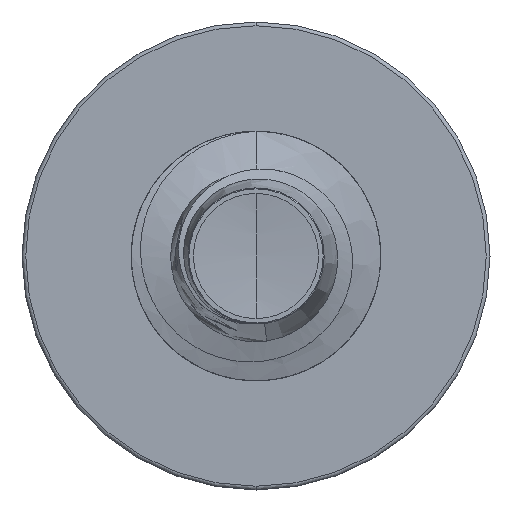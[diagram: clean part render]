
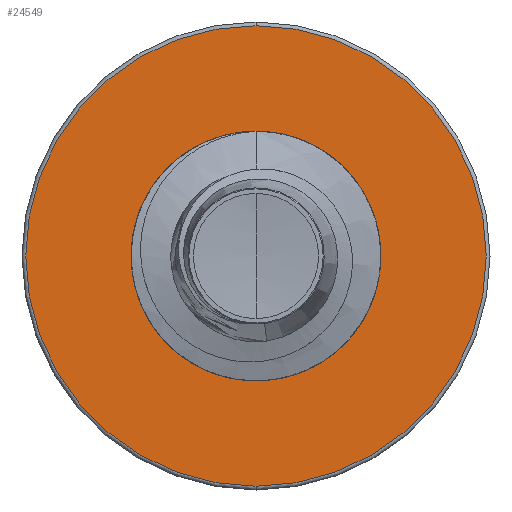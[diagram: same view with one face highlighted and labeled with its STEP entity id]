
A CAD part, front view. The second image highlights one B-rep face of the part: STEP entity #24549.
In plain terms, the highlighted planar face has unit normal (0, -1, 0).
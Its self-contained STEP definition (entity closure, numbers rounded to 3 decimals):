
#67 = CARTESIAN_POINT ( 'NONE',  ( 0., 17.5, 1.989 ) ) ;
#1050 = EDGE_LOOP ( 'NONE', ( #19006, #20266 ) ) ;
#1360 = CARTESIAN_POINT ( 'NONE',  ( 0., 17.5, 0. ) ) ;
#2287 = CARTESIAN_POINT ( 'NONE',  ( 0., 17.5, 0. ) ) ;
#3081 = CARTESIAN_POINT ( 'NONE',  ( 0., 17.5, 3.69 ) ) ;
#3570 = DIRECTION ( 'NONE',  ( 0., 0., 1. ) ) ;
#3728 = AXIS2_PLACEMENT_3D ( 'NONE', #2287, #16726, #4513 ) ;
#4414 = EDGE_LOOP ( 'NONE', ( #8425, #5647 ) ) ;
#4513 = DIRECTION ( 'NONE',  ( 0., 0., 1. ) ) ;
#5479 = CARTESIAN_POINT ( 'NONE',  ( 0., 17.5, 0. ) ) ;
#5647 = ORIENTED_EDGE ( 'NONE', *, *, #14415, .T. ) ;
#5883 = VERTEX_POINT ( 'NONE', #9949 ) ;
#7634 = DIRECTION ( 'NONE',  ( 0., 0., 1. ) ) ;
#8425 = ORIENTED_EDGE ( 'NONE', *, *, #22548, .T. ) ;
#8616 = VERTEX_POINT ( 'NONE', #11980 ) ;
#9949 = CARTESIAN_POINT ( 'NONE',  ( 0., 17.5, -3.69 ) ) ;
#11032 = CARTESIAN_POINT ( 'NONE',  ( 0., 17.5, 0. ) ) ;
#11823 = CIRCLE ( 'NONE', #13968, 1.989 ) ;
#11980 = CARTESIAN_POINT ( 'NONE',  ( 0., 17.5, -1.989 ) ) ;
#12312 = DIRECTION ( 'NONE',  ( 0., 1., 0. ) ) ;
#12385 = EDGE_CURVE ( 'NONE', #5883, #16361, #20227, .T. ) ;
#12494 = CIRCLE ( 'NONE', #3728, 3.69 ) ;
#13093 = DIRECTION ( 'NONE',  ( 0., 0., 1. ) ) ;
#13968 = AXIS2_PLACEMENT_3D ( 'NONE', #5479, #19306, #7634 ) ;
#14415 = EDGE_CURVE ( 'NONE', #8616, #16069, #22396, .T. ) ;
#15396 = AXIS2_PLACEMENT_3D ( 'NONE', #1360, #15947, #3570 ) ;
#15947 = DIRECTION ( 'NONE',  ( 0., 1., 0. ) ) ;
#15951 = EDGE_CURVE ( 'NONE', #16361, #5883, #12494, .T. ) ;
#16069 = VERTEX_POINT ( 'NONE', #67 ) ;
#16271 = PLANE ( 'NONE',  #23710 ) ;
#16361 = VERTEX_POINT ( 'NONE', #3081 ) ;
#16726 = DIRECTION ( 'NONE',  ( 0., 1., 0. ) ) ;
#17806 = FACE_BOUND ( 'NONE', #4414, .T. ) ;
#18112 = DIRECTION ( 'NONE',  ( 0., 0., 1. ) ) ;
#19006 = ORIENTED_EDGE ( 'NONE', *, *, #15951, .F. ) ;
#19306 = DIRECTION ( 'NONE',  ( 0., 1., 0. ) ) ;
#20227 = CIRCLE ( 'NONE', #21545, 3.69 ) ;
#20266 = ORIENTED_EDGE ( 'NONE', *, *, #12385, .F. ) ;
#21545 = AXIS2_PLACEMENT_3D ( 'NONE', #11032, #23376, #13093 ) ;
#22126 = FACE_OUTER_BOUND ( 'NONE', #1050, .T. ) ;
#22396 = CIRCLE ( 'NONE', #15396, 1.989 ) ;
#22548 = EDGE_CURVE ( 'NONE', #16069, #8616, #11823, .T. ) ;
#23376 = DIRECTION ( 'NONE',  ( 0., 1., 0. ) ) ;
#23710 = AXIS2_PLACEMENT_3D ( 'NONE', #24371, #12312, #18112 ) ;
#24371 = CARTESIAN_POINT ( 'NONE',  ( 0., 17.5, -1.989 ) ) ;
#24549 = ADVANCED_FACE ( 'NONE', ( #22126, #17806 ), #16271, .F. ) ;
